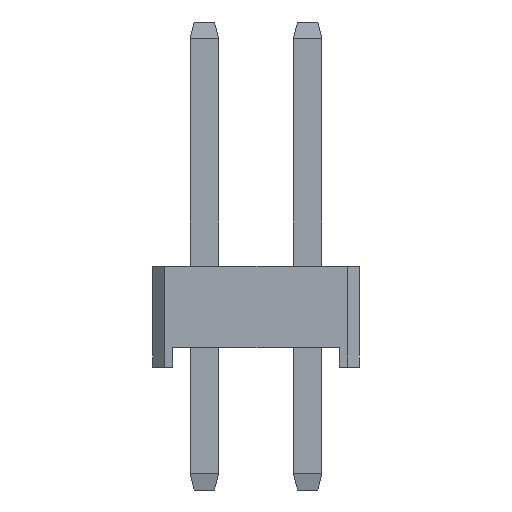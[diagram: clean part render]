
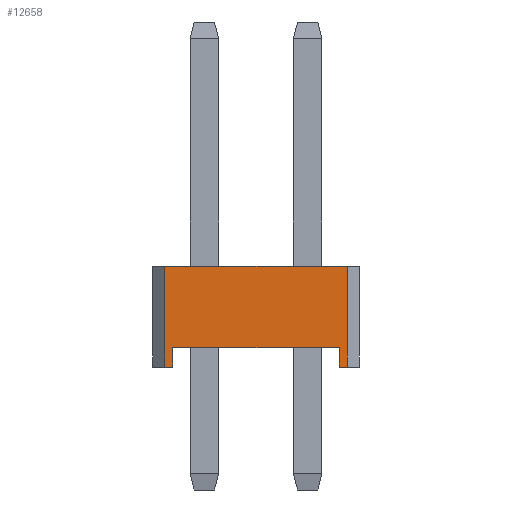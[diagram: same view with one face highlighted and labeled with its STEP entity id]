
A CAD part, left-side view. The second image highlights one B-rep face of the part: STEP entity #12658.
In plain terms, the highlighted planar face has unit normal (-1, 0, 0).
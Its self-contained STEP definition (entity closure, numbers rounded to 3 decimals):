
#396=FACE_OUTER_BOUND('',#1122,.T.);
#1122=EDGE_LOOP('',(#8002,#8003,#8004,#8005,#8006,#8007,#8008,#8009));
#1895=LINE('',#17150,#3474);
#1907=LINE('',#17175,#3486);
#1930=LINE('',#17220,#3509);
#1932=LINE('',#17224,#3511);
#1933=LINE('',#17225,#3512);
#1934=LINE('',#17227,#3513);
#1935=LINE('',#17228,#3514);
#1936=LINE('',#17229,#3515);
#3474=VECTOR('',#14136,1.);
#3486=VECTOR('',#14150,1.);
#3509=VECTOR('',#14185,1.);
#3511=VECTOR('',#14189,1.);
#3512=VECTOR('',#14190,1.);
#3513=VECTOR('',#14191,1.);
#3514=VECTOR('',#14192,1.);
#3515=VECTOR('',#14193,1.);
#5053=VERTEX_POINT('',#17148);
#5054=VERTEX_POINT('',#17149);
#5065=VERTEX_POINT('',#17173);
#5066=VERTEX_POINT('',#17174);
#5081=VERTEX_POINT('',#17217);
#5082=VERTEX_POINT('',#17219);
#5083=VERTEX_POINT('',#17223);
#5084=VERTEX_POINT('',#17226);
#6183=EDGE_CURVE('',#5053,#5054,#1895,.T.);
#6195=EDGE_CURVE('',#5065,#5066,#1907,.T.);
#6218=EDGE_CURVE('',#5082,#5081,#1930,.T.);
#6220=EDGE_CURVE('',#5081,#5083,#1932,.T.);
#6221=EDGE_CURVE('',#5053,#5083,#1933,.T.);
#6222=EDGE_CURVE('',#5054,#5084,#1934,.T.);
#6223=EDGE_CURVE('',#5084,#5066,#1935,.T.);
#6224=EDGE_CURVE('',#5082,#5065,#1936,.T.);
#8002=ORIENTED_EDGE('',*,*,#6218,.T.);
#8003=ORIENTED_EDGE('',*,*,#6220,.T.);
#8004=ORIENTED_EDGE('',*,*,#6221,.F.);
#8005=ORIENTED_EDGE('',*,*,#6183,.T.);
#8006=ORIENTED_EDGE('',*,*,#6222,.T.);
#8007=ORIENTED_EDGE('',*,*,#6223,.T.);
#8008=ORIENTED_EDGE('',*,*,#6195,.F.);
#8009=ORIENTED_EDGE('',*,*,#6224,.F.);
#11516=PLANE('',#13419);
#12658=ADVANCED_FACE('',(#396),#11516,.F.);
#13419=AXIS2_PLACEMENT_3D('',#17222,#14187,#14188);
#14136=DIRECTION('',(0.,-1.,0.));
#14150=DIRECTION('',(0.,0.,-1.));
#14185=DIRECTION('',(0.,0.,-1.));
#14187=DIRECTION('center_axis',(1.,0.,0.));
#14188=DIRECTION('ref_axis',(0.,1.,0.));
#14189=DIRECTION('',(0.,-1.,0.));
#14190=DIRECTION('',(0.,0.,-1.));
#14191=DIRECTION('',(0.,0.,-1.));
#14192=DIRECTION('',(0.,-1.,0.));
#14193=DIRECTION('',(0.,-1.,0.));
#17148=CARTESIAN_POINT('',(-12.7,2.04,-0.5));
#17149=CARTESIAN_POINT('',(-12.7,-2.04,-0.5));
#17150=CARTESIAN_POINT('',(-12.7,2.24,-0.5));
#17173=CARTESIAN_POINT('',(-12.7,-2.24,1.5));
#17174=CARTESIAN_POINT('',(-12.7,-2.24,-0.98));
#17175=CARTESIAN_POINT('',(-12.7,-2.24,1.5));
#17217=CARTESIAN_POINT('',(-12.7,2.24,-0.98));
#17219=CARTESIAN_POINT('',(-12.7,2.24,1.5));
#17220=CARTESIAN_POINT('',(-12.7,2.24,1.5));
#17222=CARTESIAN_POINT('Origin',(-12.7,2.24,1.5));
#17223=CARTESIAN_POINT('',(-12.7,2.04,-0.98));
#17224=CARTESIAN_POINT('',(-12.7,1.27,-0.98));
#17225=CARTESIAN_POINT('',(-12.7,2.04,-0.48));
#17226=CARTESIAN_POINT('',(-12.7,-2.04,-0.98));
#17227=CARTESIAN_POINT('',(-12.7,-2.04,-0.48));
#17228=CARTESIAN_POINT('',(-12.7,1.27,-0.98));
#17229=CARTESIAN_POINT('',(-12.7,2.24,1.5));
